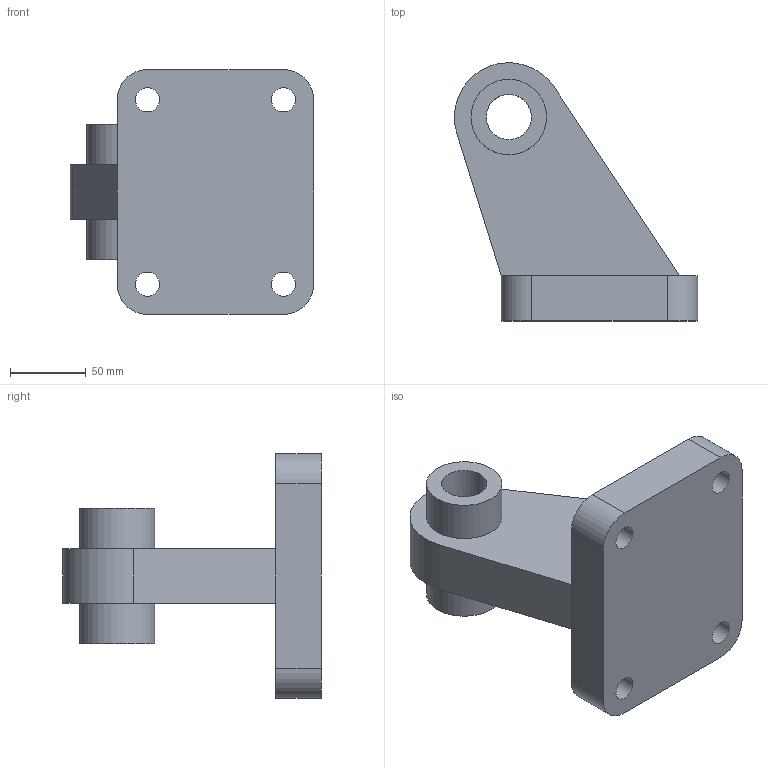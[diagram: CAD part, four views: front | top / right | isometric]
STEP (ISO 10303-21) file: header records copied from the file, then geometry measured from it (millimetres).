
FILE_DESCRIPTION(/* description */ ('STEP AP214'),/* implementation_level */ '2;1');
FILE_NAME(/* name */ '6989_LSN-200',/* time_stamp */ '2024-09-05T01:45:52+02:00',/* author */ ('License CC BY-ND 4.0'),/* organization */ ('CADENAS'),/* preprocessor_version */ 'ST-DEVELOPER v19.3',/* originating_system */ 'PARTsolutions',/* authorisation */ ' ');
FILE_SCHEMA (('AUTOMOTIVE_DESIGN {1 0 10303 214 3 1 1}'));
Length unit declared in the file: millimetre
Products named in the file (1): 6989 LSN-200
Bounding box: 160.98 x 170.99 x 162 mm (x, y, z)
Volume: 1083156.1 mm3; surface area: 111908.2 mm2
Topology: 1 solids, 1 shells, 32 faces, 72 edges, 48 vertices
Faces by surface type: plane 16, cylinder 16
Full cylindrical faces by diameter (mm): 16 x4, 30 x1, 32 x4, 50 x2
Entity records: 1103 total; most frequent: DIRECTION 157, CARTESIAN_POINT 138, ORIENTED_EDGE 118, AXIS2_PLACEMENT_3D 65, EDGE_CURVE 59, EDGE_LOOP 59, FACE_BOUND 59, VERTEX_POINT 46
